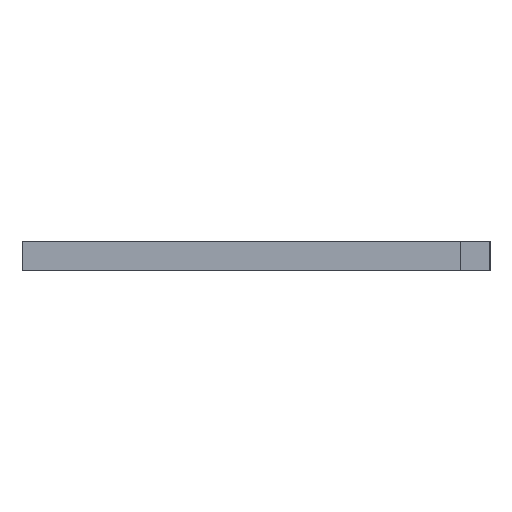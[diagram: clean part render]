
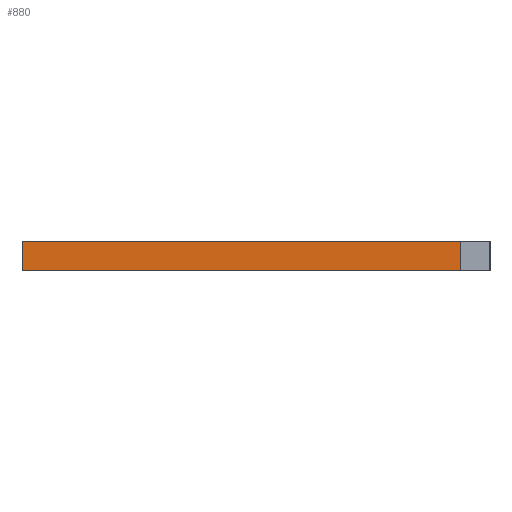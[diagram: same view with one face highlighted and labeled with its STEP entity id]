
A CAD part, left-side view. The second image highlights one B-rep face of the part: STEP entity #880.
In plain terms, the highlighted planar face has unit normal (-1, 0, 0).
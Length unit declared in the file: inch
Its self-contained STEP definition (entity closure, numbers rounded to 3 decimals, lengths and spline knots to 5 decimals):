
#82=PLANE('',#998);
#122=FACE_OUTER_BOUND('',#162,.T.);
#162=EDGE_LOOP('',(#725,#726,#727,#728));
#271=LINE('',#1475,#321);
#273=LINE('',#1479,#323);
#274=LINE('',#1481,#324);
#275=LINE('',#1482,#325);
#321=VECTOR('',#1243,0.3937);
#323=VECTOR('',#1247,0.3937);
#324=VECTOR('',#1248,0.3937);
#325=VECTOR('',#1249,0.3937);
#465=VERTEX_POINT('',#1472);
#466=VERTEX_POINT('',#1474);
#467=VERTEX_POINT('',#1478);
#468=VERTEX_POINT('',#1480);
#575=EDGE_CURVE('',#466,#465,#271,.T.);
#577=EDGE_CURVE('',#465,#467,#273,.T.);
#578=EDGE_CURVE('',#468,#467,#274,.T.);
#579=EDGE_CURVE('',#466,#468,#275,.T.);
#725=ORIENTED_EDGE('',*,*,#577,.T.);
#726=ORIENTED_EDGE('',*,*,#578,.F.);
#727=ORIENTED_EDGE('',*,*,#579,.F.);
#728=ORIENTED_EDGE('',*,*,#575,.T.);
#880=ADVANCED_FACE('',(#122),#82,.T.);
#998=AXIS2_PLACEMENT_3D('',#1477,#1245,#1246);
#1243=DIRECTION('',(0.,0.,-1.));
#1245=DIRECTION('center_axis',(-1.,0.,0.));
#1246=DIRECTION('ref_axis',(0.,1.,0.));
#1247=DIRECTION('',(0.,-1.,0.));
#1248=DIRECTION('',(0.,0.,-1.));
#1249=DIRECTION('',(0.,-1.,0.));
#1472=CARTESIAN_POINT('',(-0.23622,12.,-0.70079));
#1474=CARTESIAN_POINT('',(-0.23622,12.,-0.45079));
#1475=CARTESIAN_POINT('',(-0.23622,12.,-0.45079));
#1477=CARTESIAN_POINT('Origin',(-0.23622,8.25,-0.45079));
#1478=CARTESIAN_POINT('',(-0.23622,8.25,-0.70079));
#1479=CARTESIAN_POINT('',(-0.23622,9.125,-0.70079));
#1480=CARTESIAN_POINT('',(-0.23622,8.25,-0.45079));
#1481=CARTESIAN_POINT('',(-0.23622,8.25,-0.45079));
#1482=CARTESIAN_POINT('',(-0.23622,12.,-0.45079));
